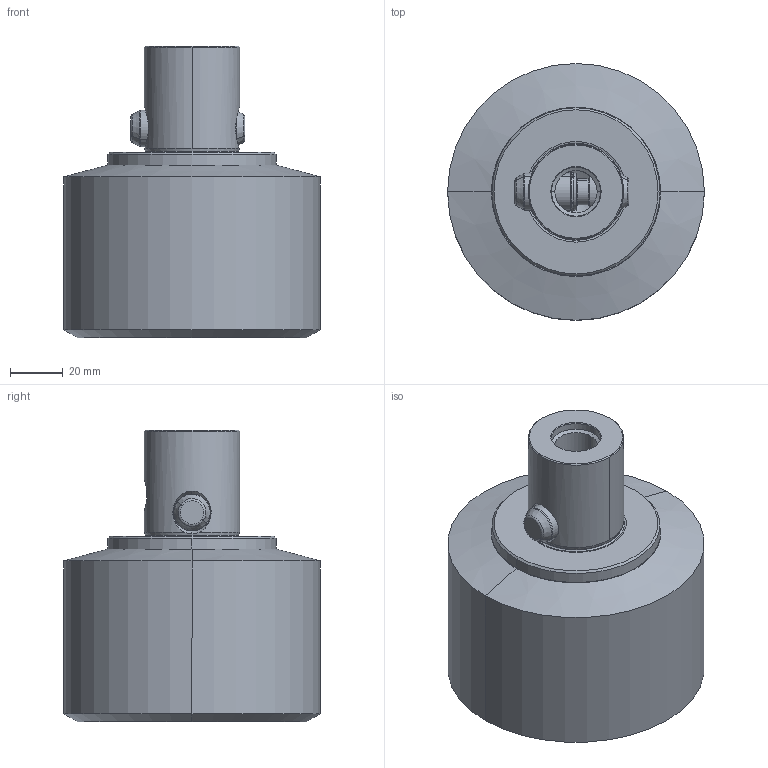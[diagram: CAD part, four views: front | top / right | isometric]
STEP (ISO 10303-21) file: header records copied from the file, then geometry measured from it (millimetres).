
FILE_DESCRIPTION(('no description'),'unknown implementation level');
FILE_NAME('BBEC7EB9-C7F5-49A9-BDB4-DB85EB4A7177_export.stp',' ',('CIMSOURCE GmbH'),('CADClick - KiM GmbH - www.kimweb.de'),'unknown preprocess','ACIS','unknown authorization');
FILE_SCHEMA(('automotive_design'));
Length unit declared in the file: millimetre
Products named in the file (3): 335.562 Kaiser CKS6 X D97 X 70|335.562 Kaiser CKS6 X D97 X 70_Standard;NONE; 335.562 Kaiser CKS6 X D97 X 70|691.506 Kaiser ETL �14 X 43K_Standard|691.526 Mitnehmerbolzen_Standard;NONE; 335.562 Kaiser CKS6 X D97 X 70|691.506 Kaiser ETL �14 X 43K_Standard|693.305 Sprengring_Standard;NONE
Bounding box: 97 x 97 x 110 mm (x, y, z)
Volume: 518429.9 mm3; surface area: 42942.8 mm2
Topology: 3 solids, 3 shells, 96 faces, 209 edges, 118 vertices
Faces by surface type: cone 32, torus 26, cylinder 26, plane 12
Entity records: 5587 total; most frequent: CARTESIAN_POINT 996, DIRECTION 507, STYLED_ITEM 422, PRESENTATION_STYLE_ASSIGNMENT 422, COLOUR_RGB 422, ORIENTED_EDGE 410, AXIS2_PLACEMENT_3D 223, EDGE_CURVE 205
